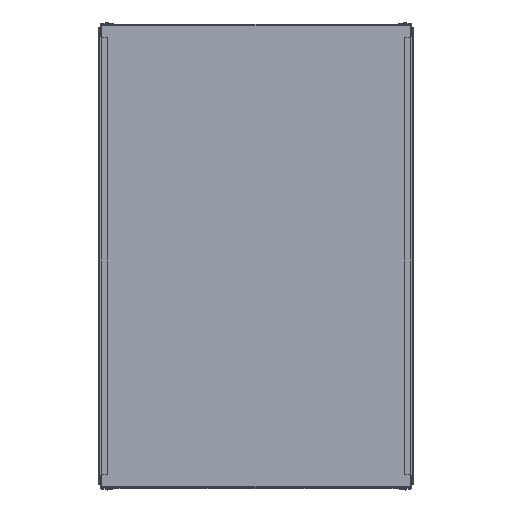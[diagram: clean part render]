
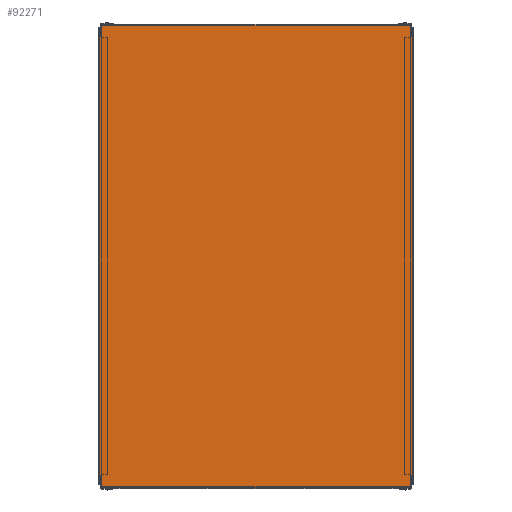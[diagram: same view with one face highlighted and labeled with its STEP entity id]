
A CAD part, top view. The second image highlights one B-rep face of the part: STEP entity #92271.
In plain terms, the highlighted planar face has unit normal (0, 0, 1).
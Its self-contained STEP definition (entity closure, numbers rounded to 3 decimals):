
#1963 = LINE ( 'NONE', #3400, #5884 ) ;
#1983 = ORIENTED_EDGE ( 'NONE', *, *, #15874, .F. ) ;
#2284 = ORIENTED_EDGE ( 'NONE', *, *, #18429, .T. ) ;
#2513 = CARTESIAN_POINT ( 'NONE',  ( -11.951, -17.65, 17.972 ) ) ;
#3400 = CARTESIAN_POINT ( 'NONE',  ( 12.086, 17.829, 17.972 ) ) ;
#5884 = VECTOR ( 'NONE', #45997, 39.37 ) ;
#6824 = DIRECTION ( 'NONE',  ( -1., 0., 0. ) ) ;
#7240 = ORIENTED_EDGE ( 'NONE', *, *, #73425, .T. ) ;
#7917 = EDGE_CURVE ( 'NONE', #90135, #22112, #31403, .T. ) ;
#8048 = LINE ( 'NONE', #73395, #92303 ) ;
#8090 = VERTEX_POINT ( 'NONE', #55520 ) ;
#8516 = DIRECTION ( 'NONE',  ( 1., 0., 0. ) ) ;
#9307 = AXIS2_PLACEMENT_3D ( 'NONE', #94584, #21525, #20078 ) ;
#9865 = VECTOR ( 'NONE', #42344, 39.37 ) ;
#10772 = ORIENTED_EDGE ( 'NONE', *, *, #85703, .T. ) ;
#10972 = DIRECTION ( 'NONE',  ( 0., 1., 0. ) ) ;
#11323 = ORIENTED_EDGE ( 'NONE', *, *, #18167, .T. ) ;
#11861 = VECTOR ( 'NONE', #34812, 39.37 ) ;
#11927 = LINE ( 'NONE', #83538, #71314 ) ;
#12252 = EDGE_CURVE ( 'NONE', #44643, #62833, #8048, .T. ) ;
#14311 = VECTOR ( 'NONE', #69555, 39.37 ) ;
#14626 = VERTEX_POINT ( 'NONE', #54170 ) ;
#14739 = VERTEX_POINT ( 'NONE', #47407 ) ;
#15002 = CARTESIAN_POINT ( 'NONE',  ( -12.086, -17.65, 17.972 ) ) ;
#15874 = EDGE_CURVE ( 'NONE', #14739, #26184, #1963, .T. ) ;
#16540 = AXIS2_PLACEMENT_3D ( 'NONE', #46355, #61344, #83107 ) ;
#18167 = EDGE_CURVE ( 'NONE', #66766, #26184, #30420, .T. ) ;
#18429 = EDGE_CURVE ( 'NONE', #49844, #8090, #60372, .T. ) ;
#19219 = LINE ( 'NONE', #41480, #78848 ) ;
#19812 = LINE ( 'NONE', #62873, #11861 ) ;
#20078 = DIRECTION ( 'NONE',  ( -1., 0., 0. ) ) ;
#21400 = CARTESIAN_POINT ( 'NONE',  ( -12.172, -17.65, 17.972 ) ) ;
#21525 = DIRECTION ( 'NONE',  ( 0., 0., -1. ) ) ;
#22112 = VERTEX_POINT ( 'NONE', #2513 ) ;
#23537 = CARTESIAN_POINT ( 'NONE',  ( 11.951, -17.65, 17.972 ) ) ;
#23602 = EDGE_CURVE ( 'NONE', #14739, #45476, #37350, .T. ) ;
#23638 = LINE ( 'NONE', #83076, #14311 ) ;
#24744 = EDGE_CURVE ( 'NONE', #14626, #45907, #86329, .T. ) ;
#24992 = ORIENTED_EDGE ( 'NONE', *, *, #7917, .T. ) ;
#25132 = ORIENTED_EDGE ( 'NONE', *, *, #12252, .F. ) ;
#26102 = ORIENTED_EDGE ( 'NONE', *, *, #43130, .F. ) ;
#26184 = VERTEX_POINT ( 'NONE', #60122 ) ;
#27503 = ORIENTED_EDGE ( 'NONE', *, *, #23602, .T. ) ;
#28668 = DIRECTION ( 'NONE',  ( 1., 0., 0. ) ) ;
#28955 = VERTEX_POINT ( 'NONE', #32352 ) ;
#30420 = LINE ( 'NONE', #43522, #81973 ) ;
#31333 = ORIENTED_EDGE ( 'NONE', *, *, #75592, .T. ) ;
#31403 = LINE ( 'NONE', #21400, #49776 ) ;
#32352 = CARTESIAN_POINT ( 'NONE',  ( 11.904, 17.696, 17.972 ) ) ;
#32851 = VECTOR ( 'NONE', #72165, 39.37 ) ;
#34131 = CARTESIAN_POINT ( 'NONE',  ( -11.951, -17.696, 17.972 ) ) ;
#34812 = DIRECTION ( 'NONE',  ( 0., -1., 0. ) ) ;
#35012 = ORIENTED_EDGE ( 'NONE', *, *, #69990, .T. ) ;
#35788 = DIRECTION ( 'NONE',  ( 1., 0., 0. ) ) ;
#37350 = LINE ( 'NONE', #50388, #32851 ) ;
#37424 = VERTEX_POINT ( 'NONE', #68966 ) ;
#37588 = CARTESIAN_POINT ( 'NONE',  ( 11.951, 17.649, 17.972 ) ) ;
#37821 = CARTESIAN_POINT ( 'NONE',  ( -11.904, 17.696, 17.972 ) ) ;
#38034 = DIRECTION ( 'NONE',  ( -1., 0., 0. ) ) ;
#41480 = CARTESIAN_POINT ( 'NONE',  ( -11.904, -17.916, 17.972 ) ) ;
#42333 = DIRECTION ( 'NONE',  ( 0., 0., -1. ) ) ;
#42344 = DIRECTION ( 'NONE',  ( 0., 1., 0. ) ) ;
#42520 = EDGE_CURVE ( 'NONE', #90135, #86784, #11927, .T. ) ;
#43130 = EDGE_CURVE ( 'NONE', #14626, #79977, #43138, .T. ) ;
#43138 = LINE ( 'NONE', #80838, #69870 ) ;
#43522 = CARTESIAN_POINT ( 'NONE',  ( -12.172, -17.65, 17.972 ) ) ;
#44643 = VERTEX_POINT ( 'NONE', #46939 ) ;
#45277 = FACE_OUTER_BOUND ( 'NONE', #91379, .T. ) ;
#45476 = VERTEX_POINT ( 'NONE', #37588 ) ;
#45907 = VERTEX_POINT ( 'NONE', #62493 ) ;
#45997 = DIRECTION ( 'NONE',  ( 0., -1., 0. ) ) ;
#46213 = LINE ( 'NONE', #54421, #90840 ) ;
#46355 = CARTESIAN_POINT ( 'NONE',  ( 11.951, 17.696, 17.972 ) ) ;
#46939 = CARTESIAN_POINT ( 'NONE',  ( -11.904, 17.829, 17.972 ) ) ;
#47407 = CARTESIAN_POINT ( 'NONE',  ( 12.086, 17.649, 17.972 ) ) ;
#47947 = CIRCLE ( 'NONE', #9307, 0.047 ) ;
#48215 = EDGE_CURVE ( 'NONE', #45476, #28955, #72217, .T. ) ;
#48229 = AXIS2_PLACEMENT_3D ( 'NONE', #75235, #76658, #38034 ) ;
#49265 = CARTESIAN_POINT ( 'NONE',  ( 11.904, 17.829, 17.972 ) ) ;
#49463 = EDGE_CURVE ( 'NONE', #37424, #79977, #19219, .T. ) ;
#49776 = VECTOR ( 'NONE', #28668, 39.37 ) ;
#49844 = VERTEX_POINT ( 'NONE', #37821 ) ;
#50042 = DIRECTION ( 'NONE',  ( -1., 0., 0. ) ) ;
#50388 = CARTESIAN_POINT ( 'NONE',  ( 12.172, 17.649, 17.972 ) ) ;
#51130 = AXIS2_PLACEMENT_3D ( 'NONE', #92642, #79052, #65981 ) ;
#54170 = CARTESIAN_POINT ( 'NONE',  ( 11.904, -17.83, 17.972 ) ) ;
#54421 = CARTESIAN_POINT ( 'NONE',  ( 12.172, 17.649, 17.972 ) ) ;
#55520 = CARTESIAN_POINT ( 'NONE',  ( -11.951, 17.649, 17.972 ) ) ;
#55944 = ORIENTED_EDGE ( 'NONE', *, *, #48215, .T. ) ;
#57225 = CARTESIAN_POINT ( 'NONE',  ( -11.904, -17.83, 17.972 ) ) ;
#57789 = CARTESIAN_POINT ( 'NONE',  ( 11.904, -17.916, 17.972 ) ) ;
#60122 = CARTESIAN_POINT ( 'NONE',  ( 12.086, -17.65, 17.972 ) ) ;
#60372 = CIRCLE ( 'NONE', #51130, 0.047 ) ;
#61344 = DIRECTION ( 'NONE',  ( 0., 0., -1. ) ) ;
#61676 = CIRCLE ( 'NONE', #64793, 0.047 ) ;
#62493 = CARTESIAN_POINT ( 'NONE',  ( 11.904, -17.696, 17.972 ) ) ;
#62833 = VERTEX_POINT ( 'NONE', #49265 ) ;
#62873 = CARTESIAN_POINT ( 'NONE',  ( -11.904, 17.915, 17.972 ) ) ;
#64714 = ORIENTED_EDGE ( 'NONE', *, *, #93178, .T. ) ;
#64793 = AXIS2_PLACEMENT_3D ( 'NONE', #34131, #42333, #50042 ) ;
#65981 = DIRECTION ( 'NONE',  ( -1., 0., 0. ) ) ;
#66766 = VERTEX_POINT ( 'NONE', #23537 ) ;
#68966 = CARTESIAN_POINT ( 'NONE',  ( -11.904, -17.696, 17.972 ) ) ;
#69555 = DIRECTION ( 'NONE',  ( 0., 1., 0. ) ) ;
#69870 = VECTOR ( 'NONE', #6824, 39.37 ) ;
#69990 = EDGE_CURVE ( 'NONE', #44643, #49844, #19812, .T. ) ;
#71314 = VECTOR ( 'NONE', #10972, 39.37 ) ;
#72165 = DIRECTION ( 'NONE',  ( -1., 0., 0. ) ) ;
#72217 = CIRCLE ( 'NONE', #16540, 0.047 ) ;
#73395 = CARTESIAN_POINT ( 'NONE',  ( -12.172, 17.829, 17.972 ) ) ;
#73425 = EDGE_CURVE ( 'NONE', #22112, #37424, #61676, .T. ) ;
#75235 = CARTESIAN_POINT ( 'NONE',  ( -12.172, 17.829, 17.972 ) ) ;
#75592 = EDGE_CURVE ( 'NONE', #45907, #66766, #47947, .T. ) ;
#75704 = PLANE ( 'NONE',  #48229 ) ;
#75716 = DIRECTION ( 'NONE',  ( -1., 0., 0. ) ) ;
#76658 = DIRECTION ( 'NONE',  ( 0., 0., -1. ) ) ;
#78213 = DIRECTION ( 'NONE',  ( 0., -1., 0. ) ) ;
#78848 = VECTOR ( 'NONE', #78213, 39.37 ) ;
#79052 = DIRECTION ( 'NONE',  ( 0., 0., -1. ) ) ;
#79977 = VERTEX_POINT ( 'NONE', #57225 ) ;
#80838 = CARTESIAN_POINT ( 'NONE',  ( -12.172, -17.83, 17.972 ) ) ;
#81864 = ORIENTED_EDGE ( 'NONE', *, *, #42520, .F. ) ;
#81973 = VECTOR ( 'NONE', #35788, 39.37 ) ;
#83076 = CARTESIAN_POINT ( 'NONE',  ( 11.904, 17.915, 17.972 ) ) ;
#83107 = DIRECTION ( 'NONE',  ( -1., 0., 0. ) ) ;
#83538 = CARTESIAN_POINT ( 'NONE',  ( -12.086, 17.829, 17.972 ) ) ;
#85703 = EDGE_CURVE ( 'NONE', #8090, #86784, #46213, .T. ) ;
#86329 = LINE ( 'NONE', #57789, #9865 ) ;
#86784 = VERTEX_POINT ( 'NONE', #87748 ) ;
#87748 = CARTESIAN_POINT ( 'NONE',  ( -12.086, 17.649, 17.972 ) ) ;
#90135 = VERTEX_POINT ( 'NONE', #15002 ) ;
#90840 = VECTOR ( 'NONE', #75716, 39.37 ) ;
#91379 = EDGE_LOOP ( 'NONE', ( #31333, #11323, #1983, #27503, #55944, #64714, #25132, #35012, #2284, #10772, #81864, #24992, #7240, #93915, #26102, #95571 ) ) ;
#92271 = ADVANCED_FACE ( 'NONE', ( #45277 ), #75704, .F. ) ;
#92303 = VECTOR ( 'NONE', #8516, 39.37 ) ;
#92642 = CARTESIAN_POINT ( 'NONE',  ( -11.951, 17.696, 17.972 ) ) ;
#93178 = EDGE_CURVE ( 'NONE', #28955, #62833, #23638, .T. ) ;
#93915 = ORIENTED_EDGE ( 'NONE', *, *, #49463, .T. ) ;
#94584 = CARTESIAN_POINT ( 'NONE',  ( 11.951, -17.696, 17.972 ) ) ;
#95571 = ORIENTED_EDGE ( 'NONE', *, *, #24744, .T. ) ;
